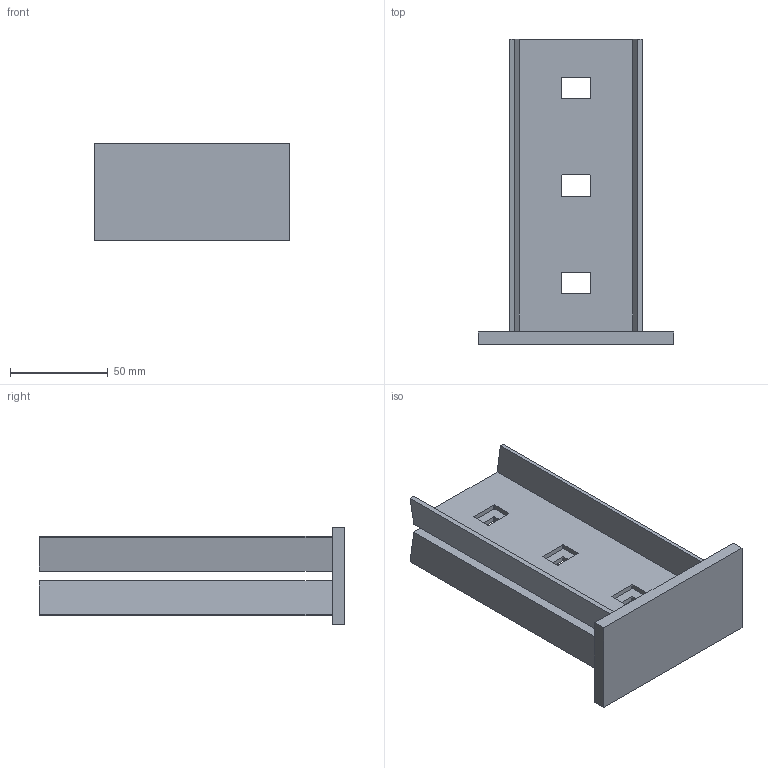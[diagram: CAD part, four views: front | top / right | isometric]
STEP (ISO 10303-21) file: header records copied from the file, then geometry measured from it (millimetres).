
FILE_DESCRIPTION((''),'2;1');
FILE_NAME('6347088_ASM','2012-08-17T',('AndreasKeweloh'),(''),'PRO/ENGINEER BY PARAMETRIC TECHNOLOGY CORPORATION, 2012130','PRO/ENGINEER BY PARAMETRIC TECHNOLOGY CORPORATION, 2012130','');
FILE_SCHEMA(('CONFIG_CONTROL_DESIGN'));
Length unit declared in the file: millimetre
Products named in the file (3): 6347088_1; 6347088KTS_03_001; 6347088_ASM
Assembly tree (3 placements, depth 2):
  6347088_ASM
    6347088_1
    6347088KTS_03_001  x2
Bounding box: 100 x 156.5 x 50 mm (x, y, z)
Volume: 100063.4 mm3; surface area: 69201.6 mm2
Topology: 3 solids, 3 shells, 74 faces, 204 edges, 136 vertices
Faces by surface type: plane 50, cylinder 24
Entity records: 1364 total; most frequent: CARTESIAN_POINT 226, DIRECTION 224, ORIENTED_EDGE 216, EDGE_CURVE 108, VECTOR 84, LINE 84, VERTEX_POINT 72, AXIS2_PLACEMENT_3D 70
